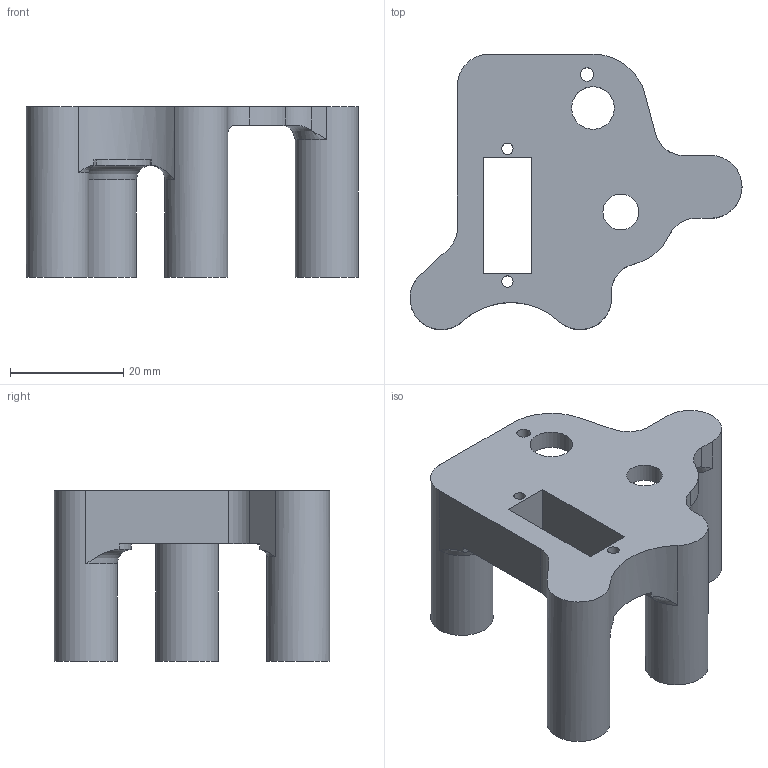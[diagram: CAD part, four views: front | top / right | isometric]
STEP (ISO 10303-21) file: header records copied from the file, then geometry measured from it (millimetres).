
FILE_DESCRIPTION(/* description */ (''),/* implementation_level */ '2;1');
FILE_NAME(/* name */ 'FCS Panel - Rudder new servo v1.step',/* time_stamp */ '2021-05-04T10:47:14+10:00',/* author */ (''),/* organization */ (''),/* preprocessor_version */ 'ST-DEVELOPER v18.1',/* originating_system */ 'Autodesk Translation Framework v10.6.0.1341',/* authorisation */ '');
FILE_SCHEMA (('AUTOMOTIVE_DESIGN { 1 0 10303 214 3 1 1 }'));
Length unit declared in the file: inch
Products named in the file (1): FCS Panel - Rudder new servo
Bounding box: 58.75 x 48.73 x 30.23 mm (x, y, z)
Volume: 18244.7 mm3; surface area: 8907.5 mm2
Topology: 1 solids, 1 shells, 63 faces, 164 edges, 107 vertices
Faces by surface type: cylinder 28, plane 26, torus 5, bspline 3, sphere 1
Full cylindrical faces by diameter (mm): 2 x2, 2.381 x1, 3.5 x4, 6.35 x1, 7.541 x1, 11.125 x4
Entity records: 2307 total; most frequent: CARTESIAN_POINT 675, DIRECTION 337, ORIENTED_EDGE 328, EDGE_CURVE 164, AXIS2_PLACEMENT_3D 132, VERTEX_POINT 107, EDGE_LOOP 79, LINE 73
